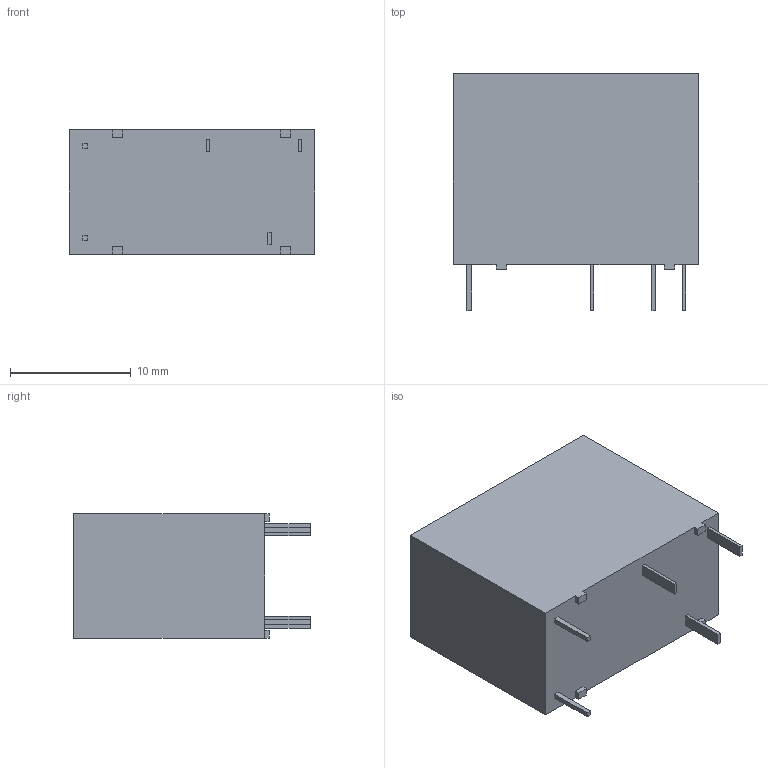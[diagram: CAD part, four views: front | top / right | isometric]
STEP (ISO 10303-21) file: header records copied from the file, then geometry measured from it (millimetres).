
FILE_DESCRIPTION (( 'STEP AP203' ), '1' );
FILE_NAME ('G5Q_14.step', '2013-07-18T12:36:07', ( 'OSMC1.0 TAKUMI' ), ( 'TAKUMI-Engniaring' ), 'SwSTEP 2.0', 'SolidWorks 2002025', '' );
FILE_SCHEMA (( 'CONFIG_CONTROL_DESIGN' ));
Length unit declared in the file: millimetre
Products named in the file (1): G5Q_14
Bounding box: 20.3 x 19.6 x 10.3 mm (x, y, z)
Volume: 3307.1 mm3; surface area: 1437.5 mm2
Topology: 1 solids, 1 shells, 58 faces, 144 edges, 96 vertices
Faces by surface type: plane 54, cylinder 4
Entity records: 1773 total; most frequent: CARTESIAN_POINT 299, ORIENTED_EDGE 288, DIRECTION 270, EDGE_CURVE 144, LINE 136, VECTOR 136, VERTEX_POINT 96, AXIS2_PLACEMENT_3D 67
